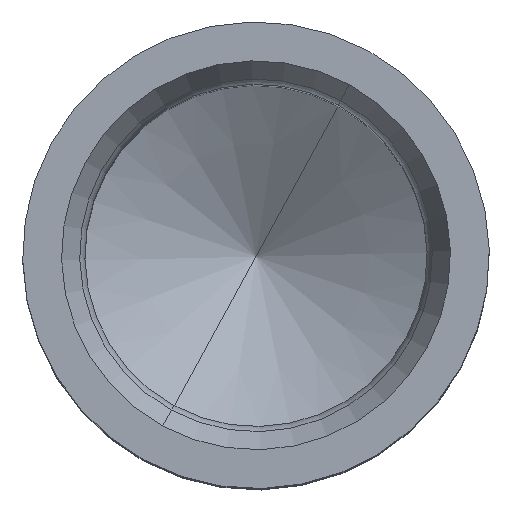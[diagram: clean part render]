
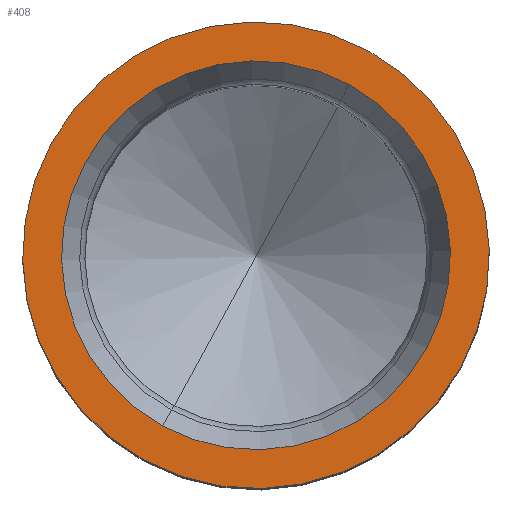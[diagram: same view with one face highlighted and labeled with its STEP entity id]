
A CAD part, top view. The second image highlights one B-rep face of the part: STEP entity #408.
In plain terms, the highlighted planar face has unit normal (0, 0, 1).
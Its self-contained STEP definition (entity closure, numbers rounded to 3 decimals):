
#317=AXIS2_PLACEMENT_3D('Circle Axis2P3D',#315,#316,$) ;
#336=AXIS2_PLACEMENT_3D('Circle Axis2P3D',#334,#335,$) ;
#384=AXIS2_PLACEMENT_3D('Plane Axis2P3D',#381,#382,#383) ;
#388=AXIS2_PLACEMENT_3D('Circle Axis2P3D',#386,#387,$) ;
#397=AXIS2_PLACEMENT_3D('Circle Axis2P3D',#395,#396,$) ;
#312=CARTESIAN_POINT('Vertex',(4.199,5.194,29.1)) ;
#315=CARTESIAN_POINT('Axis2P3D Location',(3.,3.,29.1)) ;
#319=CARTESIAN_POINT('Vertex',(1.801,0.806,29.1)) ;
#334=CARTESIAN_POINT('Axis2P3D Location',(3.,3.,29.1)) ;
#381=CARTESIAN_POINT('Axis2P3D Location',(3.,0.,29.1)) ;
#386=CARTESIAN_POINT('Axis2P3D Location',(3.,3.,29.1)) ;
#390=CARTESIAN_POINT('Vertex',(1.562,0.367,29.1)) ;
#392=CARTESIAN_POINT('Vertex',(4.438,5.633,29.1)) ;
#395=CARTESIAN_POINT('Axis2P3D Location',(3.,3.,29.1)) ;
#316=DIRECTION('Axis2P3D Direction',(0.,0.,1.)) ;
#335=DIRECTION('Axis2P3D Direction',(0.,0.,1.)) ;
#382=DIRECTION('Axis2P3D Direction',(0.,0.,-1.)) ;
#383=DIRECTION('Axis2P3D XDirection',(1.,0.,0.)) ;
#387=DIRECTION('Axis2P3D Direction',(0.,0.,-1.)) ;
#396=DIRECTION('Axis2P3D Direction',(0.,0.,-1.)) ;
#401=ORIENTED_EDGE('',*,*,#394,.F.) ;
#402=ORIENTED_EDGE('',*,*,#399,.F.) ;
#405=ORIENTED_EDGE('',*,*,#338,.T.) ;
#406=ORIENTED_EDGE('',*,*,#321,.T.) ;
#407=FACE_BOUND('',#404,.T.) ;
#408=ADVANCED_FACE('K\X2\00F6\X0\rper.2',(#403,#407),#385,.F.) ;
#318=CIRCLE('generated circle',#317,2.5) ;
#337=CIRCLE('generated circle',#336,2.5) ;
#389=CIRCLE('generated circle',#388,3.) ;
#398=CIRCLE('generated circle',#397,3.) ;
#321=EDGE_CURVE('',#320,#313,#318,.F.) ;
#338=EDGE_CURVE('',#313,#320,#337,.F.) ;
#394=EDGE_CURVE('',#391,#393,#389,.T.) ;
#399=EDGE_CURVE('',#393,#391,#398,.T.) ;
#400=EDGE_LOOP('',(#401,#402)) ;
#404=EDGE_LOOP('',(#405,#406)) ;
#403=FACE_OUTER_BOUND('',#400,.T.) ;
#385=PLANE('',#384) ;
#313=VERTEX_POINT('',#312) ;
#320=VERTEX_POINT('',#319) ;
#391=VERTEX_POINT('',#390) ;
#393=VERTEX_POINT('',#392) ;
